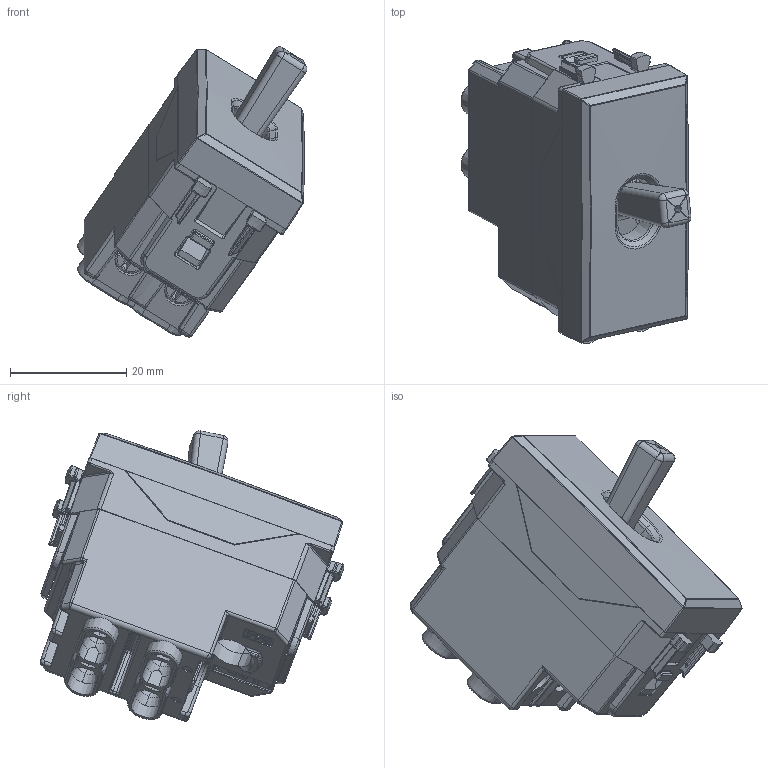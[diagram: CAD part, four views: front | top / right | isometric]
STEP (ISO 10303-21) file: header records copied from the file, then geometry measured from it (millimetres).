
FILE_DESCRIPTION(('CATIA V5 STEP Exchange'),'2;1');
FILE_NAME('446004LV.stp','2024-02-15T10:16:01+00:00',('none'),('none'),'CATIA Version 5-6 Release 2016 SP6','CATIA V5 STEP AP203','none');
FILE_SCHEMA(('CONFIG_CONTROL_DESIGN'));
Length unit declared in the file: millimetre
Products named in the file (1): 446004LV
Assembly tree (19 placements, depth 2):
  446004LV
    #57
    #40546  x2
    #42233
    #45137
    #48299  x4
    #50212  x4
    #51104
    #60564
    #62731
    #110239
    #115932
    #124184
Bounding box: 39.49 x 52.17 x 49.86 mm (x, y, z)
Volume: 16661.7 mm3; surface area: 27262.1 mm2
Topology: 23 solids, 23 shells, 3732 faces, 10045 edges, 6206 vertices
Faces by surface type: plane 1806, cylinder 1098, bspline 336, cone 234, sphere 127, torus 109, extrusion 18, revolution 4
Entity records: 131042 total; most frequent: CARTESIAN_POINT 56221, ORIENTED_EDGE 18096, DIRECTION 10954, EDGE_CURVE 9048, VERTEX_POINT 5664, VECTOR 4653, LINE 4635, AXIS2_PLACEMENT_3D 3741
